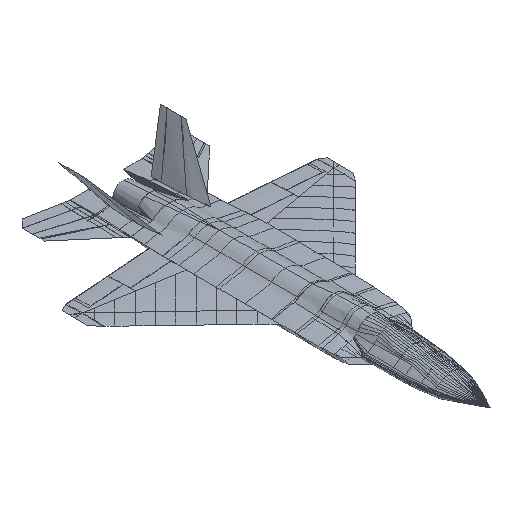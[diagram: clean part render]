
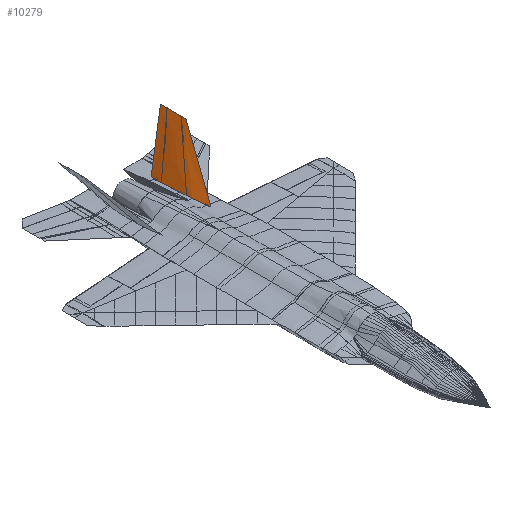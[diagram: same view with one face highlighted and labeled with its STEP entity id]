
A CAD part, isometric view. The second image highlights one B-rep face of the part: STEP entity #10279.
In plain terms, the highlighted free-form (B-spline) face has degree [3, 3] with [4, 17] control points.
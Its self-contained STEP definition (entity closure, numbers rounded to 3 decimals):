
#222=(
BOUNDED_CURVE()
B_SPLINE_CURVE(5,(#23480,#23481,#23482,#23483,#23484,#23485),
 .UNSPECIFIED.,.F.,.F.)
B_SPLINE_CURVE_WITH_KNOTS((6,6),(0.904,1.),.UNSPECIFIED.)
CURVE()
GEOMETRIC_REPRESENTATION_ITEM()
RATIONAL_B_SPLINE_CURVE((1.,1.,1.,1.,1.,1.))
REPRESENTATION_ITEM('')
);
#438=B_SPLINE_SURFACE_WITH_KNOTS('',3,3,((#23406,#23407,#23408,#23409,#23410,
#23411,#23412,#23413,#23414,#23415,#23416,#23417,#23418,#23419,#23420,#23421,
#23422),(#23423,#23424,#23425,#23426,#23427,#23428,#23429,#23430,#23431,
#23432,#23433,#23434,#23435,#23436,#23437,#23438,#23439),(#23440,#23441,
#23442,#23443,#23444,#23445,#23446,#23447,#23448,#23449,#23450,#23451,#23452,
#23453,#23454,#23455,#23456),(#23457,#23458,#23459,#23460,#23461,#23462,
#23463,#23464,#23465,#23466,#23467,#23468,#23469,#23470,#23471,#23472,#23473)),
 .UNSPECIFIED.,.F.,.F.,.F.,(4,4),(4,2,1,1,2,1,1,1,1,1,2,4),(0.,1.),(0.,
0.177,0.26,0.425,0.507,
0.594,0.637,0.681,0.724,
0.767,0.854,1.),.UNSPECIFIED.);
#1012=FACE_OUTER_BOUND('',#1467,.T.);
#1467=EDGE_LOOP('',(#8733,#8734,#8735,#8736,#8737,#8738));
#2354=B_SPLINE_CURVE_WITH_KNOTS('',3,(#23475,#23476,#23477,#23478),
 .UNSPECIFIED.,.F.,.F.,(4,4),(-5.657,0.),.UNSPECIFIED.);
#2355=B_SPLINE_CURVE_WITH_KNOTS('',3,(#23486,#23487,#23488,#23489,#23490,
#23491,#23492,#23493),.UNSPECIFIED.,.F.,.F.,(4,2,2,4),(0.,5.396,
8.373,10.97),.UNSPECIFIED.);
#3018=LINE('',#23397,#3758);
#3019=LINE('',#23399,#3759);
#3020=LINE('',#23401,#3760);
#3758=VECTOR('',#11996,10.);
#3759=VECTOR('',#11997,10.);
#3760=VECTOR('',#11998,10.);
#5039=VERTEX_POINT('',#23391);
#5040=VERTEX_POINT('',#23396);
#5041=VERTEX_POINT('',#23398);
#5042=VERTEX_POINT('',#23400);
#5043=VERTEX_POINT('',#23474);
#5044=VERTEX_POINT('',#23479);
#6752=EDGE_CURVE('',#5039,#5040,#3018,.T.);
#6753=EDGE_CURVE('',#5041,#5040,#3019,.T.);
#6754=EDGE_CURVE('',#5042,#5041,#3020,.T.);
#6756=EDGE_CURVE('',#5043,#5042,#2354,.T.);
#6757=EDGE_CURVE('',#5044,#5039,#222,.T.);
#6758=EDGE_CURVE('',#5044,#5043,#2355,.T.);
#8733=ORIENTED_EDGE('',*,*,#6756,.T.);
#8734=ORIENTED_EDGE('',*,*,#6754,.T.);
#8735=ORIENTED_EDGE('',*,*,#6753,.T.);
#8736=ORIENTED_EDGE('',*,*,#6752,.F.);
#8737=ORIENTED_EDGE('',*,*,#6757,.F.);
#8738=ORIENTED_EDGE('',*,*,#6758,.T.);
#10279=ADVANCED_FACE('',(#1012),#438,.T.);
#11996=DIRECTION('',(0.536,0.357,0.765));
#11997=DIRECTION('',(0.,1.,0.));
#11998=DIRECTION('',(0.382,0.747,0.545));
#23391=CARTESIAN_POINT('',(79.015,606.456,12.628));
#23396=CARTESIAN_POINT('',(176.12,671.127,151.199));
#23397=CARTESIAN_POINT('',(176.12,671.127,151.199));
#23398=CARTESIAN_POINT('',(176.12,582.676,151.201));
#23399=CARTESIAN_POINT('',(176.12,582.676,151.201));
#23400=CARTESIAN_POINT('',(84.461,403.325,20.4));
#23401=CARTESIAN_POINT('',(79.015,392.668,12.628));
#23406=CARTESIAN_POINT('Ctrl Pts',(79.015,392.668,12.628));
#23407=CARTESIAN_POINT('Ctrl Pts',(77.871,406.353,13.429));
#23408=CARTESIAN_POINT('Ctrl Pts',(76.965,418.834,14.063));
#23409=CARTESIAN_POINT('Ctrl Pts',(75.959,435.8,14.767));
#23410=CARTESIAN_POINT('Ctrl Pts',(75.004,453.501,15.437));
#23411=CARTESIAN_POINT('Ctrl Pts',(74.4,478.878,15.859));
#23412=CARTESIAN_POINT('Ctrl Pts',(74.539,496.366,15.762));
#23413=CARTESIAN_POINT('Ctrl Pts',(74.69,507.389,15.657));
#23414=CARTESIAN_POINT('Ctrl Pts',(74.899,517.49,15.51));
#23415=CARTESIAN_POINT('Ctrl Pts',(75.413,533.226,15.15));
#23416=CARTESIAN_POINT('Ctrl Pts',(75.902,545.756,14.807));
#23417=CARTESIAN_POINT('Ctrl Pts',(76.466,558.43,14.413));
#23418=CARTESIAN_POINT('Ctrl Pts',(77.244,574.425,13.868));
#23419=CARTESIAN_POINT('Ctrl Pts',(77.751,583.858,13.513));
#23420=CARTESIAN_POINT('Ctrl Pts',(78.276,593.52,13.145));
#23421=CARTESIAN_POINT('Ctrl Pts',(78.632,599.853,12.896));
#23422=CARTESIAN_POINT('Ctrl Pts',(79.015,606.456,12.628));
#23423=CARTESIAN_POINT('Ctrl Pts',(111.383,456.004,58.819));
#23424=CARTESIAN_POINT('Ctrl Pts',(110.621,466.875,59.353));
#23425=CARTESIAN_POINT('Ctrl Pts',(110.016,476.994,59.776));
#23426=CARTESIAN_POINT('Ctrl Pts',(109.347,490.793,60.245));
#23427=CARTESIAN_POINT('Ctrl Pts',(108.674,505.272,60.716));
#23428=CARTESIAN_POINT('Ctrl Pts',(108.274,525.74,60.996));
#23429=CARTESIAN_POINT('Ctrl Pts',(108.4,539.372,60.908));
#23430=CARTESIAN_POINT('Ctrl Pts',(108.499,547.755,60.838));
#23431=CARTESIAN_POINT('Ctrl Pts',(108.61,555.009,60.761));
#23432=CARTESIAN_POINT('Ctrl Pts',(108.923,566.257,60.541));
#23433=CARTESIAN_POINT('Ctrl Pts',(109.242,575.313,60.318));
#23434=CARTESIAN_POINT('Ctrl Pts',(109.628,584.642,60.048));
#23435=CARTESIAN_POINT('Ctrl Pts',(110.177,596.661,59.663));
#23436=CARTESIAN_POINT('Ctrl Pts',(110.541,604.016,59.408));
#23437=CARTESIAN_POINT('Ctrl Pts',(110.891,611.876,59.163));
#23438=CARTESIAN_POINT('Ctrl Pts',(111.128,620.809,58.997));
#23439=CARTESIAN_POINT('Ctrl Pts',(111.383,628.013,58.818));
#23440=CARTESIAN_POINT('Ctrl Pts',(143.751,519.34,105.01));
#23441=CARTESIAN_POINT('Ctrl Pts',(143.37,527.397,105.277));
#23442=CARTESIAN_POINT('Ctrl Pts',(143.068,535.148,105.488));
#23443=CARTESIAN_POINT('Ctrl Pts',(142.732,545.788,105.723));
#23444=CARTESIAN_POINT('Ctrl Pts',(142.45,556.782,105.921));
#23445=CARTESIAN_POINT('Ctrl Pts',(142.246,572.703,106.064));
#23446=CARTESIAN_POINT('Ctrl Pts',(142.259,582.385,106.054));
#23447=CARTESIAN_POINT('Ctrl Pts',(142.31,588.12,106.019));
#23448=CARTESIAN_POINT('Ctrl Pts',(142.41,593.344,105.949));
#23449=CARTESIAN_POINT('Ctrl Pts',(142.61,601.,105.809));
#23450=CARTESIAN_POINT('Ctrl Pts',(142.78,606.85,105.689));
#23451=CARTESIAN_POINT('Ctrl Pts',(142.958,612.573,105.565));
#23452=CARTESIAN_POINT('Ctrl Pts',(143.187,619.717,105.404));
#23453=CARTESIAN_POINT('Ctrl Pts',(143.331,624.172,105.304));
#23454=CARTESIAN_POINT('Ctrl Pts',(143.506,630.233,105.181));
#23455=CARTESIAN_POINT('Ctrl Pts',(143.624,641.766,105.098));
#23456=CARTESIAN_POINT('Ctrl Pts',(143.752,649.57,105.009));
#23457=CARTESIAN_POINT('Ctrl Pts',(176.12,582.676,151.201));
#23458=CARTESIAN_POINT('Ctrl Pts',(176.12,587.919,151.201));
#23459=CARTESIAN_POINT('Ctrl Pts',(176.12,593.308,151.2));
#23460=CARTESIAN_POINT('Ctrl Pts',(176.12,600.78,151.2));
#23461=CARTESIAN_POINT('Ctrl Pts',(176.12,608.553,151.2));
#23462=CARTESIAN_POINT('Ctrl Pts',(176.12,619.565,151.2));
#23463=CARTESIAN_POINT('Ctrl Pts',(176.12,625.391,151.2));
#23464=CARTESIAN_POINT('Ctrl Pts',(176.12,628.486,151.2));
#23465=CARTESIAN_POINT('Ctrl Pts',(176.12,630.862,151.2));
#23466=CARTESIAN_POINT('Ctrl Pts',(176.12,634.031,151.2));
#23467=CARTESIAN_POINT('Ctrl Pts',(176.12,636.408,151.2));
#23468=CARTESIAN_POINT('Ctrl Pts',(176.12,638.784,151.2));
#23469=CARTESIAN_POINT('Ctrl Pts',(176.12,641.953,151.2));
#23470=CARTESIAN_POINT('Ctrl Pts',(176.12,644.33,151.2));
#23471=CARTESIAN_POINT('Ctrl Pts',(176.12,648.59,151.199));
#23472=CARTESIAN_POINT('Ctrl Pts',(176.12,662.722,151.199));
#23473=CARTESIAN_POINT('Ctrl Pts',(176.12,671.127,151.199));
#23474=CARTESIAN_POINT('',(77.979,462.347,19.452));
#23475=CARTESIAN_POINT('Ctrl Pts',(77.979,462.347,19.452));
#23476=CARTESIAN_POINT('Ctrl Pts',(79.443,442.568,20.027));
#23477=CARTESIAN_POINT('Ctrl Pts',(81.886,422.004,20.279));
#23478=CARTESIAN_POINT('Ctrl Pts',(84.461,403.325,20.4));
#23479=CARTESIAN_POINT('',(77.361,576.414,13.786));
#23480=CARTESIAN_POINT('Ctrl Pts',(77.361,576.414,13.786));
#23481=CARTESIAN_POINT('Ctrl Pts',(77.65,582.008,13.584));
#23482=CARTESIAN_POINT('Ctrl Pts',(77.96,587.804,13.367));
#23483=CARTESIAN_POINT('Ctrl Pts',(78.291,593.808,13.135));
#23484=CARTESIAN_POINT('Ctrl Pts',(78.642,600.026,12.889));
#23485=CARTESIAN_POINT('Ctrl Pts',(79.015,606.456,12.628));
#23486=CARTESIAN_POINT('Ctrl Pts',(77.361,576.414,13.786));
#23487=CARTESIAN_POINT('Ctrl Pts',(76.79,558.475,14.962));
#23488=CARTESIAN_POINT('Ctrl Pts',(76.304,538.197,16.248));
#23489=CARTESIAN_POINT('Ctrl Pts',(76.206,509.488,17.728));
#23490=CARTESIAN_POINT('Ctrl Pts',(76.296,499.195,18.19));
#23491=CARTESIAN_POINT('Ctrl Pts',(76.883,480.013,18.918));
#23492=CARTESIAN_POINT('Ctrl Pts',(77.321,471.289,19.198));
#23493=CARTESIAN_POINT('Ctrl Pts',(77.979,462.347,19.452));
